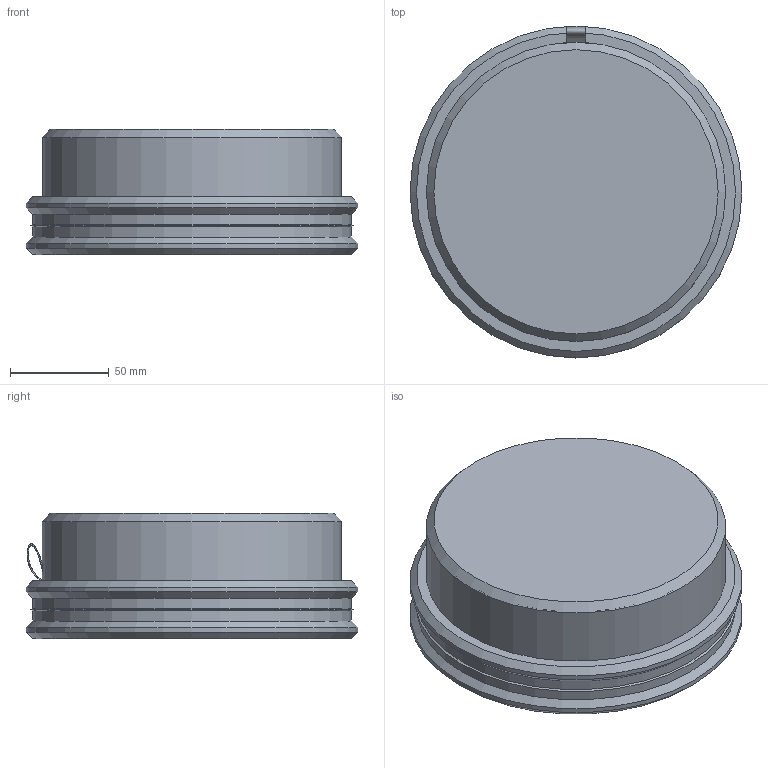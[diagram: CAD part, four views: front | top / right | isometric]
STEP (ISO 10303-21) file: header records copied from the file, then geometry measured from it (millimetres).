
FILE_DESCRIPTION(/* description */ (''),/* implementation_level */ '2;1');
FILE_NAME(/* name */ '20751 BFM Blanking Cap Seeflex 040E 150mm Dia v2.step',/* time_stamp */ '2021-04-01T13:22:43+13:00',/* author */ (''),/* organization */ (''),/* preprocessor_version */ 'ST-DEVELOPER v18.1',/* originating_system */ 'Autodesk Translation Framework v9.10.0.1330',/* authorisation */ '');
FILE_SCHEMA (('AUTOMOTIVE_DESIGN { 1 0 10303 214 3 1 1 }'));
Length unit declared in the file: millimetre
Products named in the file (1): 20751 BFM Blanking Cap Seeflex 040E 150mm Dia
Bounding box: 168.4 x 168.4 x 63.57 mm (x, y, z)
Volume: 129756.2 mm3; surface area: 104269.8 mm2
Topology: 1 solids, 1 shells, 26 faces, 52 edges, 31 vertices
Faces by surface type: plane 9, cone 8, cylinder 6, bspline 3
Full cylindrical faces by diameter (mm): 150 x1, 151.8 x1, 161.8 x2, 168.4 x2
Entity records: 960 total; most frequent: CARTESIAN_POINT 407, DIRECTION 107, ORIENTED_EDGE 104, EDGE_CURVE 52, AXIS2_PLACEMENT_3D 42, EDGE_LOOP 31, VERTEX_POINT 31, FACE_OUTER_BOUND 26
